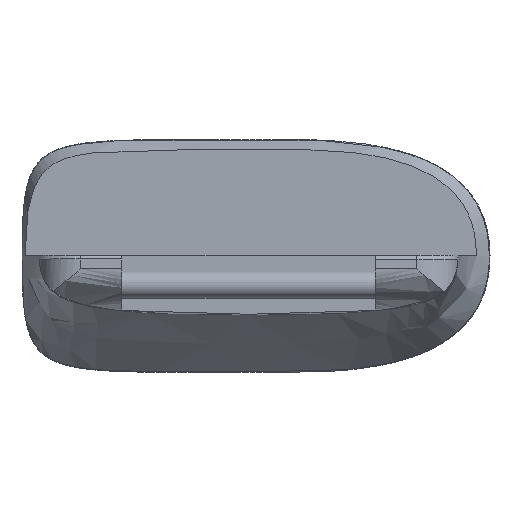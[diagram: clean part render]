
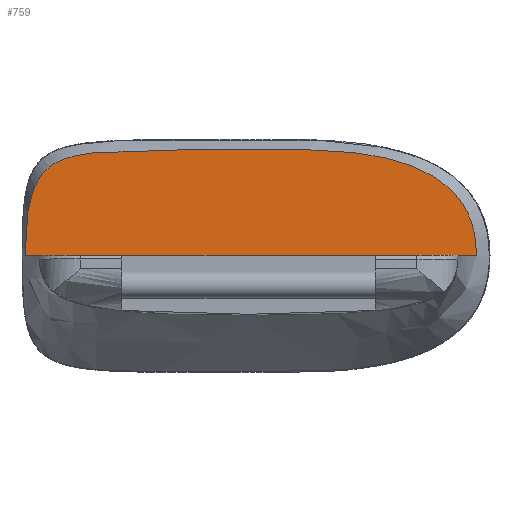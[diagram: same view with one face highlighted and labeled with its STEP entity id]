
A CAD part, top view. The second image highlights one B-rep face of the part: STEP entity #759.
In plain terms, the highlighted planar face has unit normal (0, 0, 1).
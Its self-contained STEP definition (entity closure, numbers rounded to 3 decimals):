
#66=LINE('',#2527,#126);
#126=VECTOR('',#936,38.26);
#184=PLANE('',#827);
#213=FACE_OUTER_BOUND('',#264,.T.);
#264=EDGE_LOOP('',(#613,#614));
#322=B_SPLINE_CURVE_WITH_KNOTS('',3,(#3903,#3904,#3905,#3906,#3907,#3908,
#3909,#3910,#3911,#3912,#3913,#3914,#3915,#3916,#3917,#3918,#3919,#3920,
#3921,#3922,#3923,#3924,#3925,#3926,#3927,#3928),.UNSPECIFIED.,.F.,.F.,
(4,2,2,2,2,2,2,2,2,2,2,2,4),(0.,0.435,0.721,
0.98,1.3,1.726,2.613,2.74,
2.987,3.32,3.488,3.654,3.853),
 .UNSPECIFIED.);
#327=VERTEX_POINT('',#1683);
#383=VERTEX_POINT('',#2526);
#467=EDGE_CURVE('',#327,#383,#66,.T.);
#483=EDGE_CURVE('',#383,#327,#322,.T.);
#613=ORIENTED_EDGE('',*,*,#467,.F.);
#614=ORIENTED_EDGE('',*,*,#483,.F.);
#759=ADVANCED_FACE('',(#213),#184,.T.);
#827=AXIS2_PLACEMENT_3D('',#3929,#948,#949);
#936=DIRECTION('',(-1.,0.,0.));
#948=DIRECTION('center_axis',(0.,0.,1.));
#949=DIRECTION('ref_axis',(1.,0.,0.));
#1683=CARTESIAN_POINT('',(18.56,0.,2.));
#2526=CARTESIAN_POINT('',(-19.7,0.,2.));
#2527=CARTESIAN_POINT('',(18.56,0.,2.));
#3903=CARTESIAN_POINT('Ctrl Pts',(-19.7,0.,2.));
#3904=CARTESIAN_POINT('Ctrl Pts',(-19.7,1.451,2.));
#3905=CARTESIAN_POINT('Ctrl Pts',(-19.648,2.713,2.));
#3906=CARTESIAN_POINT('Ctrl Pts',(-19.271,4.735,2.));
#3907=CARTESIAN_POINT('Ctrl Pts',(-19.064,5.446,2.));
#3908=CARTESIAN_POINT('Ctrl Pts',(-18.53,6.585,2.));
#3909=CARTESIAN_POINT('Ctrl Pts',(-18.256,6.946,2.));
#3910=CARTESIAN_POINT('Ctrl Pts',(-17.695,7.529,2.));
#3911=CARTESIAN_POINT('Ctrl Pts',(-17.291,7.83,2.));
#3912=CARTESIAN_POINT('Ctrl Pts',(-15.947,8.419,2.));
#3913=CARTESIAN_POINT('Ctrl Pts',(-14.959,8.633,2.));
#3914=CARTESIAN_POINT('Ctrl Pts',(-11.035,9.053,2.));
#3915=CARTESIAN_POINT('Ctrl Pts',(-7.108,9.007,2.));
#3916=CARTESIAN_POINT('Ctrl Pts',(-0.461,9.,2.));
#3917=CARTESIAN_POINT('Ctrl Pts',(0.371,9.001,2.));
#3918=CARTESIAN_POINT('Ctrl Pts',(2.826,9.027,2.));
#3919=CARTESIAN_POINT('Ctrl Pts',(4.777,9.041,2.));
#3920=CARTESIAN_POINT('Ctrl Pts',(9.491,8.691,2.));
#3921=CARTESIAN_POINT('Ctrl Pts',(11.921,8.219,2.));
#3922=CARTESIAN_POINT('Ctrl Pts',(14.89,6.817,2.));
#3923=CARTESIAN_POINT('Ctrl Pts',(15.819,6.206,2.));
#3924=CARTESIAN_POINT('Ctrl Pts',(17.339,4.623,2.));
#3925=CARTESIAN_POINT('Ctrl Pts',(17.771,3.832,2.));
#3926=CARTESIAN_POINT('Ctrl Pts',(18.353,2.33,2.));
#3927=CARTESIAN_POINT('Ctrl Pts',(18.56,1.321,2.));
#3928=CARTESIAN_POINT('Ctrl Pts',(18.56,0.,
2.));
#3929=CARTESIAN_POINT('Origin',(36.,0.,2.));
